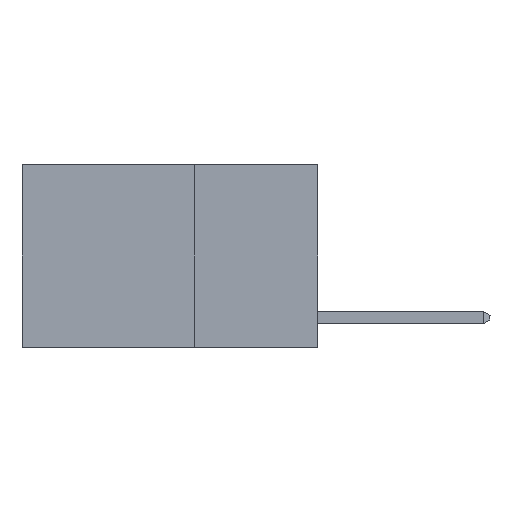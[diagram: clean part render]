
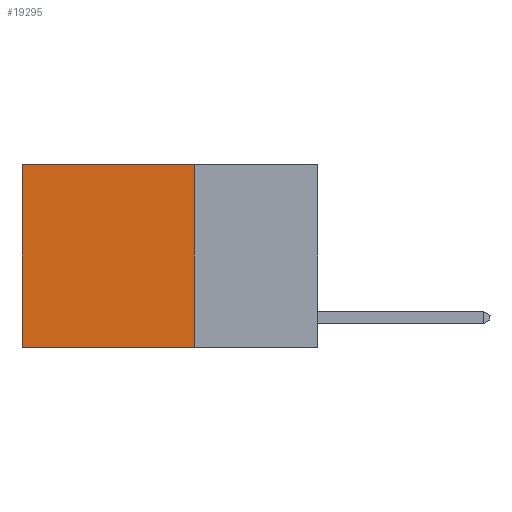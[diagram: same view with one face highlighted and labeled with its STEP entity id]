
A CAD part, left-side view. The second image highlights one B-rep face of the part: STEP entity #19295.
In plain terms, the highlighted planar face has unit normal (-1, 0, 0).
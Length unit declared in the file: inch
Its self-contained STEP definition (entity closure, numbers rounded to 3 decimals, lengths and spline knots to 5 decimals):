
#1058 = EDGE_CURVE ( 'NONE', #20682, #7634, #24262, .T. ) ;
#2324 = CARTESIAN_POINT ( 'NONE',  ( 0.2625, 0.25, -0.37 ) ) ;
#3295 = ORIENTED_EDGE ( 'NONE', *, *, #8969, .F. ) ;
#3319 = ORIENTED_EDGE ( 'NONE', *, *, #8962, .F. ) ;
#4503 = LINE ( 'NONE', #10563, #7459 ) ;
#4985 = CARTESIAN_POINT ( 'NONE',  ( 0.2625, 0.6, -0.37 ) ) ;
#6501 = CARTESIAN_POINT ( 'NONE',  ( 0.2625, 0.6, 0. ) ) ;
#7459 = VECTOR ( 'NONE', #21094, 39.37008 ) ;
#7634 = VERTEX_POINT ( 'NONE', #6501 ) ;
#7999 = LINE ( 'NONE', #2324, #25850 ) ;
#8190 = CARTESIAN_POINT ( 'NONE',  ( 0.2625, 0.25, 0. ) ) ;
#8908 = DIRECTION ( 'NONE',  ( 1., 0., 0. ) ) ;
#8962 = EDGE_CURVE ( 'NONE', #10417, #11102, #7999, .T. ) ;
#8969 = EDGE_CURVE ( 'NONE', #20682, #10417, #22467, .T. ) ;
#10417 = VERTEX_POINT ( 'NONE', #21143 ) ;
#10563 = CARTESIAN_POINT ( 'NONE',  ( 0.2625, 0.6, 0. ) ) ;
#11102 = VERTEX_POINT ( 'NONE', #4985 ) ;
#11516 = ORIENTED_EDGE ( 'NONE', *, *, #1058, .T. ) ;
#12066 = DIRECTION ( 'NONE',  ( 0., 0., -1. ) ) ;
#12222 = EDGE_CURVE ( 'NONE', #7634, #11102, #4503, .T. ) ;
#12386 = EDGE_LOOP ( 'NONE', ( #13716, #3319, #3295, #11516 ) ) ;
#13716 = ORIENTED_EDGE ( 'NONE', *, *, #12222, .T. ) ;
#14308 = DIRECTION ( 'NONE',  ( 0., 1., 0. ) ) ;
#17009 = VECTOR ( 'NONE', #12066, 39.37008 ) ;
#19295 = ADVANCED_FACE ( 'NONE', ( #24734 ), #24859, .F. ) ;
#19564 = VECTOR ( 'NONE', #20175, 39.37008 ) ;
#20175 = DIRECTION ( 'NONE',  ( 0., 1., 0. ) ) ;
#20682 = VERTEX_POINT ( 'NONE', #22354 ) ;
#21027 = CARTESIAN_POINT ( 'NONE',  ( 0.2625, 0.25, 0. ) ) ;
#21094 = DIRECTION ( 'NONE',  ( 0., 0., -1. ) ) ;
#21143 = CARTESIAN_POINT ( 'NONE',  ( 0.2625, 0.25, -0.37 ) ) ;
#22344 = CARTESIAN_POINT ( 'NONE',  ( 0.2625, 0.25, 0. ) ) ;
#22354 = CARTESIAN_POINT ( 'NONE',  ( 0.2625, 0.25, 0. ) ) ;
#22467 = LINE ( 'NONE', #22344, #17009 ) ;
#23662 = AXIS2_PLACEMENT_3D ( 'NONE', #21027, #8908, #24601 ) ;
#24262 = LINE ( 'NONE', #8190, #19564 ) ;
#24601 = DIRECTION ( 'NONE',  ( 0., 0., -1. ) ) ;
#24734 = FACE_OUTER_BOUND ( 'NONE', #12386, .T. ) ;
#24859 = PLANE ( 'NONE',  #23662 ) ;
#25850 = VECTOR ( 'NONE', #14308, 39.37008 ) ;
